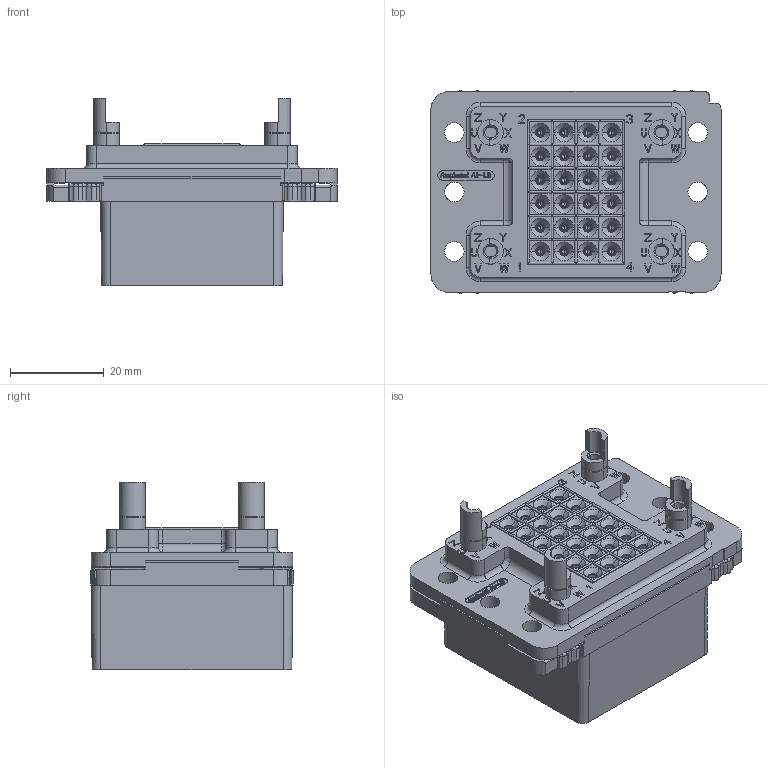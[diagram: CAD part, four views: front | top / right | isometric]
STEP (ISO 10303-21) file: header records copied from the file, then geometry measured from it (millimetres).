
FILE_DESCRIPTION((''),'2;1');
FILE_NAME('34168011001SRF','2020-02-19T',('presta_be4'),(''),'CREO PARAMETRIC BY PTC INC, 2018360','CREO PARAMETRIC BY PTC INC, 2018360','');
FILE_SCHEMA(('CONFIG_CONTROL_DESIGN'));
Products named in the file (1): 34168011001SRF
Bounding box: 62 x 43.28 x 40.15 mm (x, y, z)
Volume: 39095.8 mm3; surface area: 44228.5 mm2
Topology: 29 solids, 32 shells, 5315 faces, 14610 edges, 9465 vertices
Faces by surface type: plane 3506, cylinder 844, cone 452, extrusion 304, torus 194, bspline 11, sphere 4
Entity records: 179841 total; most frequent: CARTESIAN_POINT 45557, ORIENTED_EDGE 29124, DIRECTION 26045, EDGE_CURVE 14562, VECTOR 10229, LINE 9925, VERTEX_POINT 9465, AXIS2_PLACEMENT_3D 7908
